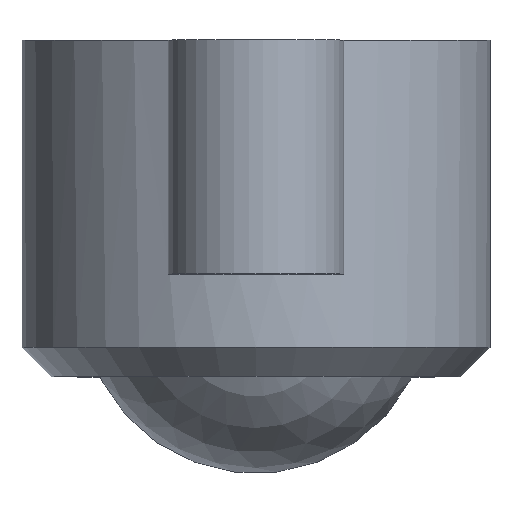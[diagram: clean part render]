
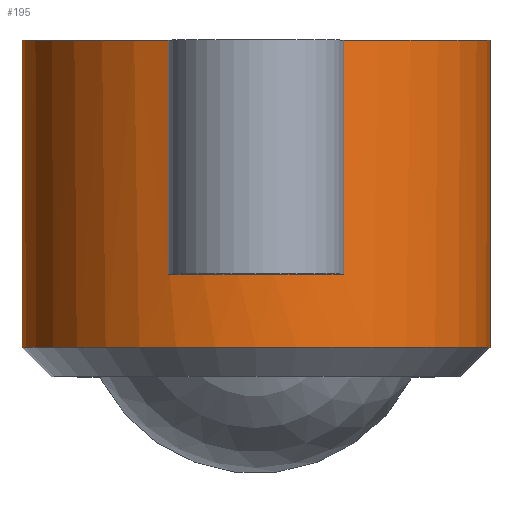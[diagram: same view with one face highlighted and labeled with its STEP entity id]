
A CAD part, top view. The second image highlights one B-rep face of the part: STEP entity #195.
In plain terms, the highlighted cylindrical face has radius 8 mm (diameter 16 mm), a full revolution.
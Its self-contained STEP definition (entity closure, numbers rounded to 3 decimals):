
#21=CYLINDRICAL_SURFACE('',#271,8.);
#33=LINE('',#389,#41);
#34=LINE('',#393,#42);
#35=LINE('',#396,#43);
#36=LINE('',#400,#44);
#37=LINE('',#404,#45);
#41=VECTOR('',#317,10.);
#42=VECTOR('',#320,10.);
#43=VECTOR('',#323,8.);
#44=VECTOR('',#326,10.);
#45=VECTOR('',#329,10.);
#58=FACE_OUTER_BOUND('',#71,.T.);
#71=EDGE_LOOP('',(#147,#148,#149,#150,#151,#152,#153,#154,#155,#156,#157,
#158));
#85=CIRCLE('',#269,8.);
#86=CIRCLE('',#272,8.);
#87=CIRCLE('',#273,8.);
#88=CIRCLE('',#274,8.);
#89=CIRCLE('',#275,8.);
#90=CIRCLE('',#276,8.);
#102=VERTEX_POINT('',#382);
#103=VERTEX_POINT('',#387);
#104=VERTEX_POINT('',#388);
#105=VERTEX_POINT('',#390);
#106=VERTEX_POINT('',#392);
#107=VERTEX_POINT('',#394);
#108=VERTEX_POINT('',#397);
#109=VERTEX_POINT('',#399);
#110=VERTEX_POINT('',#401);
#111=VERTEX_POINT('',#403);
#119=EDGE_CURVE('',#102,#102,#85,.T.);
#120=EDGE_CURVE('',#103,#104,#33,.T.);
#121=EDGE_CURVE('',#105,#103,#86,.T.);
#122=EDGE_CURVE('',#105,#106,#34,.T.);
#123=EDGE_CURVE('',#107,#106,#87,.T.);
#124=EDGE_CURVE('',#107,#102,#35,.T.);
#125=EDGE_CURVE('',#108,#107,#88,.T.);
#126=EDGE_CURVE('',#109,#108,#36,.T.);
#127=EDGE_CURVE('',#110,#109,#89,.T.);
#128=EDGE_CURVE('',#110,#111,#37,.T.);
#129=EDGE_CURVE('',#104,#111,#90,.T.);
#147=ORIENTED_EDGE('',*,*,#120,.F.);
#148=ORIENTED_EDGE('',*,*,#121,.F.);
#149=ORIENTED_EDGE('',*,*,#122,.T.);
#150=ORIENTED_EDGE('',*,*,#123,.F.);
#151=ORIENTED_EDGE('',*,*,#124,.T.);
#152=ORIENTED_EDGE('',*,*,#119,.F.);
#153=ORIENTED_EDGE('',*,*,#124,.F.);
#154=ORIENTED_EDGE('',*,*,#125,.F.);
#155=ORIENTED_EDGE('',*,*,#126,.F.);
#156=ORIENTED_EDGE('',*,*,#127,.F.);
#157=ORIENTED_EDGE('',*,*,#128,.T.);
#158=ORIENTED_EDGE('',*,*,#129,.F.);
#195=ADVANCED_FACE('',(#58),#21,.T.);
#269=AXIS2_PLACEMENT_3D('',#384,#311,#312);
#271=AXIS2_PLACEMENT_3D('',#386,#315,#316);
#272=AXIS2_PLACEMENT_3D('',#391,#318,#319);
#273=AXIS2_PLACEMENT_3D('',#395,#321,#322);
#274=AXIS2_PLACEMENT_3D('',#398,#324,#325);
#275=AXIS2_PLACEMENT_3D('',#402,#327,#328);
#276=AXIS2_PLACEMENT_3D('',#405,#330,#331);
#311=DIRECTION('center_axis',(0.,-1.,0.));
#312=DIRECTION('ref_axis',(1.,0.,0.));
#315=DIRECTION('center_axis',(0.,1.,0.));
#316=DIRECTION('ref_axis',(1.,0.,0.));
#317=DIRECTION('',(0.,1.,0.));
#318=DIRECTION('center_axis',(0.,1.,0.));
#319=DIRECTION('ref_axis',(-1.,0.,0.));
#320=DIRECTION('',(0.,1.,0.));
#321=DIRECTION('center_axis',(0.,1.,0.));
#322=DIRECTION('ref_axis',(-1.,0.,0.));
#323=DIRECTION('',(0.,-1.,0.));
#324=DIRECTION('center_axis',(0.,1.,0.));
#325=DIRECTION('ref_axis',(-1.,0.,0.));
#326=DIRECTION('',(0.,1.,0.));
#327=DIRECTION('center_axis',(0.,1.,0.));
#328=DIRECTION('ref_axis',(-1.,0.,0.));
#329=DIRECTION('',(0.,1.,0.));
#330=DIRECTION('center_axis',(0.,1.,0.));
#331=DIRECTION('ref_axis',(1.,0.,0.));
#382=CARTESIAN_POINT('',(-8.,-2.5,0.));
#384=CARTESIAN_POINT('Origin',(0.,-2.5,0.));
#386=CARTESIAN_POINT('Origin',(0.,0.,0.));
#387=CARTESIAN_POINT('',(2.947,0.,7.438));
#388=CARTESIAN_POINT('',(2.947,8.,7.438));
#389=CARTESIAN_POINT('',(2.947,0.,7.438));
#390=CARTESIAN_POINT('',(-2.947,0.,7.438));
#391=CARTESIAN_POINT('Origin',(0.,0.,0.));
#392=CARTESIAN_POINT('',(-2.947,8.,7.438));
#393=CARTESIAN_POINT('',(-2.947,0.,7.438));
#394=CARTESIAN_POINT('',(-8.,8.,0.));
#395=CARTESIAN_POINT('Origin',(0.,8.,0.));
#396=CARTESIAN_POINT('',(-8.,0.,0.));
#397=CARTESIAN_POINT('',(-2.947,8.,-7.438));
#398=CARTESIAN_POINT('Origin',(0.,8.,0.));
#399=CARTESIAN_POINT('',(-2.947,0.,-7.438));
#400=CARTESIAN_POINT('',(-2.947,0.,-7.438));
#401=CARTESIAN_POINT('',(2.947,0.,-7.438));
#402=CARTESIAN_POINT('Origin',(0.,0.,0.));
#403=CARTESIAN_POINT('',(2.947,8.,-7.438));
#404=CARTESIAN_POINT('',(2.947,0.,-7.438));
#405=CARTESIAN_POINT('Origin',(0.,8.,0.));
